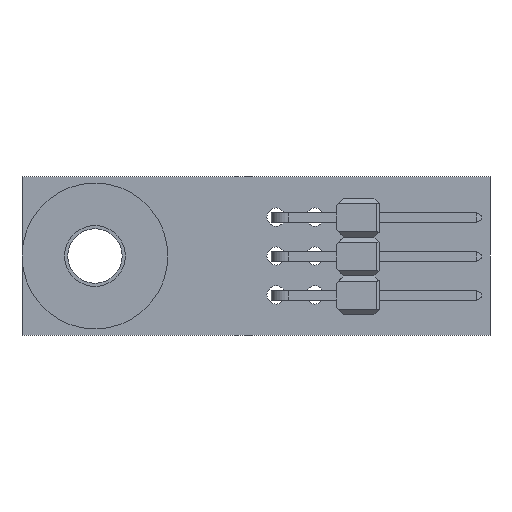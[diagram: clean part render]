
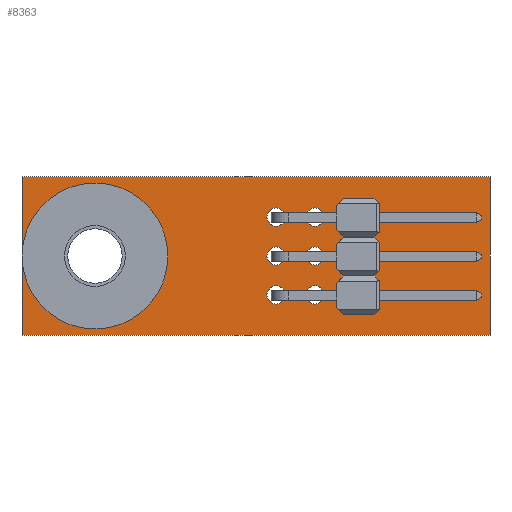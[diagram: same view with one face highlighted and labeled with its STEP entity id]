
A CAD part, front view. The second image highlights one B-rep face of the part: STEP entity #8363.
In plain terms, the highlighted planar face has unit normal (0, -1, 0).
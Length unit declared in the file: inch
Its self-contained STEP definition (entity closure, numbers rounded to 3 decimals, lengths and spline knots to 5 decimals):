
#886=FACE_BOUND('',#1742,.T.);
#887=FACE_BOUND('',#1743,.T.);
#888=FACE_BOUND('',#1744,.T.);
#889=FACE_BOUND('',#1745,.T.);
#890=FACE_BOUND('',#1746,.T.);
#891=FACE_BOUND('',#1747,.T.);
#892=FACE_BOUND('',#1748,.T.);
#1143=PLANE('',#8824);
#1429=FACE_OUTER_BOUND('',#1741,.T.);
#1741=EDGE_LOOP('',(#8032,#8033,#8034,#8035));
#1742=EDGE_LOOP('',(#8036));
#1743=EDGE_LOOP('',(#8037));
#1744=EDGE_LOOP('',(#8038));
#1745=EDGE_LOOP('',(#8039));
#1746=EDGE_LOOP('',(#8040));
#1747=EDGE_LOOP('',(#8041));
#1748=EDGE_LOOP('',(#8042));
#2869=LINE('',#13965,#4002);
#2873=LINE('',#13973,#4006);
#2877=LINE('',#13980,#4010);
#2880=LINE('',#13985,#4013);
#4002=VECTOR('',#10768,0.3937);
#4006=VECTOR('',#10774,0.3937);
#4010=VECTOR('',#10780,0.3937);
#4013=VECTOR('',#10785,0.3937);
#4088=CIRCLE('',#8796,0.02344);
#4090=CIRCLE('',#8799,0.02344);
#4092=CIRCLE('',#8802,0.02344);
#4094=CIRCLE('',#8805,0.02344);
#4096=CIRCLE('',#8808,0.02344);
#4098=CIRCLE('',#8811,0.02344);
#4100=CIRCLE('',#8818,0.07813);
#5332=VERTEX_POINT('',#13900);
#5334=VERTEX_POINT('',#13906);
#5336=VERTEX_POINT('',#13912);
#5338=VERTEX_POINT('',#13918);
#5340=VERTEX_POINT('',#13924);
#5342=VERTEX_POINT('',#13930);
#5352=VERTEX_POINT('',#13959);
#5353=VERTEX_POINT('',#13963);
#5354=VERTEX_POINT('',#13964);
#5357=VERTEX_POINT('',#13972);
#5359=VERTEX_POINT('',#13979);
#6618=EDGE_CURVE('',#5332,#5332,#4088,.T.);
#6621=EDGE_CURVE('',#5334,#5334,#4090,.T.);
#6624=EDGE_CURVE('',#5336,#5336,#4092,.T.);
#6627=EDGE_CURVE('',#5338,#5338,#4094,.T.);
#6630=EDGE_CURVE('',#5340,#5340,#4096,.T.);
#6633=EDGE_CURVE('',#5342,#5342,#4098,.T.);
#6647=EDGE_CURVE('',#5352,#5352,#4100,.T.);
#6648=EDGE_CURVE('',#5353,#5354,#2869,.T.);
#6652=EDGE_CURVE('',#5357,#5353,#2873,.T.);
#6656=EDGE_CURVE('',#5359,#5357,#2877,.T.);
#6659=EDGE_CURVE('',#5354,#5359,#2880,.T.);
#8032=ORIENTED_EDGE('',*,*,#6659,.F.);
#8033=ORIENTED_EDGE('',*,*,#6648,.F.);
#8034=ORIENTED_EDGE('',*,*,#6652,.F.);
#8035=ORIENTED_EDGE('',*,*,#6656,.F.);
#8036=ORIENTED_EDGE('',*,*,#6618,.T.);
#8037=ORIENTED_EDGE('',*,*,#6621,.T.);
#8038=ORIENTED_EDGE('',*,*,#6624,.T.);
#8039=ORIENTED_EDGE('',*,*,#6627,.T.);
#8040=ORIENTED_EDGE('',*,*,#6630,.T.);
#8041=ORIENTED_EDGE('',*,*,#6633,.T.);
#8042=ORIENTED_EDGE('',*,*,#6647,.F.);
#8363=ADVANCED_FACE('',(#1429,#886,#887,#888,#889,#890,#891,#892),#1143,
 .F.);
#8796=AXIS2_PLACEMENT_3D('',#13902,#10703,#10704);
#8799=AXIS2_PLACEMENT_3D('',#13908,#10710,#10711);
#8802=AXIS2_PLACEMENT_3D('',#13914,#10717,#10718);
#8805=AXIS2_PLACEMENT_3D('',#13920,#10724,#10725);
#8808=AXIS2_PLACEMENT_3D('',#13926,#10731,#10732);
#8811=AXIS2_PLACEMENT_3D('',#13932,#10738,#10739);
#8818=AXIS2_PLACEMENT_3D('',#13961,#10764,#10765);
#8824=AXIS2_PLACEMENT_3D('',#13988,#10789,#10790);
#10703=DIRECTION('center_axis',(0.,1.,0.));
#10704=DIRECTION('ref_axis',(-1.,0.,0.));
#10710=DIRECTION('center_axis',(0.,1.,0.));
#10711=DIRECTION('ref_axis',(-1.,0.,0.));
#10717=DIRECTION('center_axis',(0.,1.,0.));
#10718=DIRECTION('ref_axis',(-1.,0.,0.));
#10724=DIRECTION('center_axis',(0.,1.,0.));
#10725=DIRECTION('ref_axis',(-1.,0.,0.));
#10731=DIRECTION('center_axis',(0.,1.,0.));
#10732=DIRECTION('ref_axis',(-1.,0.,0.));
#10738=DIRECTION('center_axis',(0.,1.,0.));
#10739=DIRECTION('ref_axis',(-1.,0.,0.));
#10764=DIRECTION('center_axis',(0.,-1.,0.));
#10765=DIRECTION('ref_axis',(1.,0.,0.));
#10768=DIRECTION('',(-1.,0.,0.));
#10774=DIRECTION('',(0.,0.,-1.));
#10780=DIRECTION('',(1.,0.,0.));
#10785=DIRECTION('',(0.,0.,1.));
#10789=DIRECTION('center_axis',(0.,1.,0.));
#10790=DIRECTION('ref_axis',(1.,0.,0.));
#13900=CARTESIAN_POINT('',(0.77656,0.,-0.20313));
#13902=CARTESIAN_POINT('Origin',(0.75313,0.,-0.20313));
#13906=CARTESIAN_POINT('',(0.67656,0.,-0.30313));
#13908=CARTESIAN_POINT('Origin',(0.65313,0.,-0.30313));
#13912=CARTESIAN_POINT('',(0.67656,0.,-0.10313));
#13914=CARTESIAN_POINT('Origin',(0.65313,0.,-0.10313));
#13918=CARTESIAN_POINT('',(0.67656,0.,-0.20313));
#13920=CARTESIAN_POINT('Origin',(0.65313,0.,-0.20313));
#13924=CARTESIAN_POINT('',(0.77656,0.,-0.30313));
#13926=CARTESIAN_POINT('Origin',(0.75313,0.,-0.30313));
#13930=CARTESIAN_POINT('',(0.77656,0.,-0.10313));
#13932=CARTESIAN_POINT('Origin',(0.75313,0.,-0.10313));
#13959=CARTESIAN_POINT('',(0.10938,0.,-0.20313));
#13961=CARTESIAN_POINT('Origin',(0.1875,0.,-0.20313));
#13963=CARTESIAN_POINT('',(1.20313,0.,-0.40625));
#13964=CARTESIAN_POINT('',(0.,0.,-0.40625));
#13965=CARTESIAN_POINT('',(1.20313,0.,-0.40625));
#13972=CARTESIAN_POINT('',(1.20313,0.,0.));
#13973=CARTESIAN_POINT('',(1.20313,0.,0.));
#13979=CARTESIAN_POINT('',(0.,0.,0.));
#13980=CARTESIAN_POINT('',(0.,0.,0.));
#13985=CARTESIAN_POINT('',(0.,0.,-0.40625));
#13988=CARTESIAN_POINT('Origin',(0.60156,0.,-0.20313));
